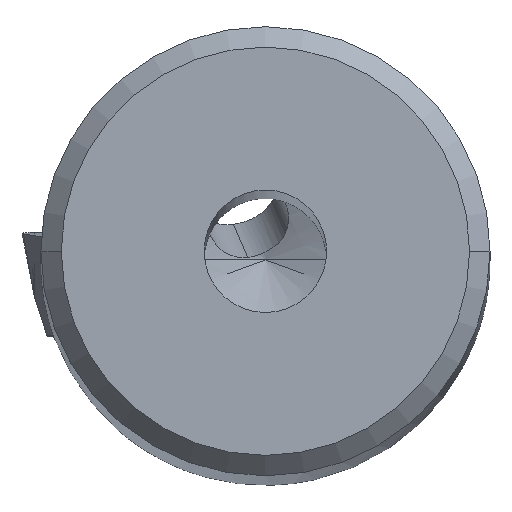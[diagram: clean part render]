
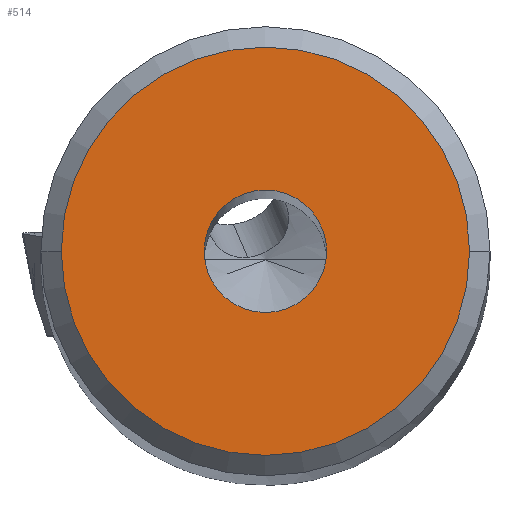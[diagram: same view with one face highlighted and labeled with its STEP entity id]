
A CAD part, top view. The second image highlights one B-rep face of the part: STEP entity #514.
In plain terms, the highlighted planar face has unit normal (0, 0, 1).
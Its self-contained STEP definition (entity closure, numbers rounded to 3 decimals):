
#488=EDGE_CURVE('NONE',#1180,#1196,#1362,.T.);
#514=ADVANCED_FACE('NONE',(#1389,#1390),#1391,.T.);
#682=EDGE_CURVE('NONE',#1196,#1180,#1574,.F.);
#758=EDGE_CURVE('NONE',#1138,#1056,#1657,.T.);
#1056=VERTEX_POINT('NONE',#1991);
#1118=EDGE_CURVE('NONE',#1056,#1138,#2061,.F.);
#1138=VERTEX_POINT('NONE',#2085);
#1180=VERTEX_POINT('NONE',#2129);
#1196=VERTEX_POINT('NONE',#2145);
#1362=CIRCLE('',#2325,5.);
#1389=FACE_OUTER_BOUND('',#2387,.T.);
#1390=FACE_BOUND('',#2388,.T.);
#1391=PLANE('',#2389);
#1574=CIRCLE('',#2795,5.);
#1657=CIRCLE('',#2922,1.5);
#1991=CARTESIAN_POINT('',(-1.5,0.0,118.001));
#2061=CIRCLE('',#4688,1.5);
#2085=CARTESIAN_POINT('',(1.5,0.,118.001));
#2129=CARTESIAN_POINT('',(-5.,0.0,118.001));
#2145=CARTESIAN_POINT('',(5.,0.,118.001));
#2325=AXIS2_PLACEMENT_3D('',#5075,#5076,#5077);
#2387=EDGE_LOOP('',(#5097,#5098));
#2388=EDGE_LOOP('',(#5099,#5100));
#2389=AXIS2_PLACEMENT_3D('',#5101,#5102,#5103);
#2795=AXIS2_PLACEMENT_3D('',#5337,#5338,#5339);
#2922=AXIS2_PLACEMENT_3D('',#5429,#5430,#5431);
#4688=AXIS2_PLACEMENT_3D('',#5945,#5946,#5947);
#5075=CARTESIAN_POINT('',(0.0,0.0,118.001));
#5076=DIRECTION('',(0.0,0.0,1.0));
#5077=DIRECTION('',(-1.0,0.0,0.0));
#5097=ORIENTED_EDGE('',*,*,#488,.T.);
#5098=ORIENTED_EDGE('',*,*,#682,.T.);
#5099=ORIENTED_EDGE('',*,*,#1118,.F.);
#5100=ORIENTED_EDGE('',*,*,#758,.F.);
#5101=CARTESIAN_POINT('',(0.,0.0,118.001));
#5102=DIRECTION('',(0.0,0.0,1.0));
#5103=DIRECTION('',(1.0,0.0,0.0));
#5337=CARTESIAN_POINT('',(0.0,0.0,118.001));
#5338=DIRECTION('',(0.0,0.0,-1.0));
#5339=DIRECTION('',(-1.0,0.0,0.0));
#5429=CARTESIAN_POINT('',(0.0,0.0,118.001));
#5430=DIRECTION('',(0.0,0.0,1.0));
#5431=DIRECTION('',(-1.0,0.0,0.0));
#5945=CARTESIAN_POINT('',(0.0,0.0,118.001));
#5946=DIRECTION('',(0.0,0.0,-1.0));
#5947=DIRECTION('',(-1.0,0.0,0.0));
